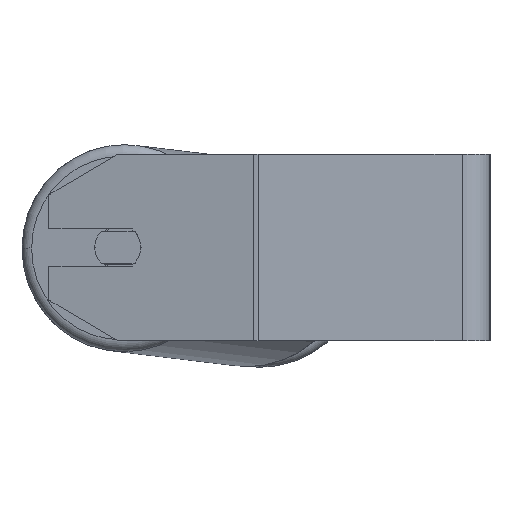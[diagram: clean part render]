
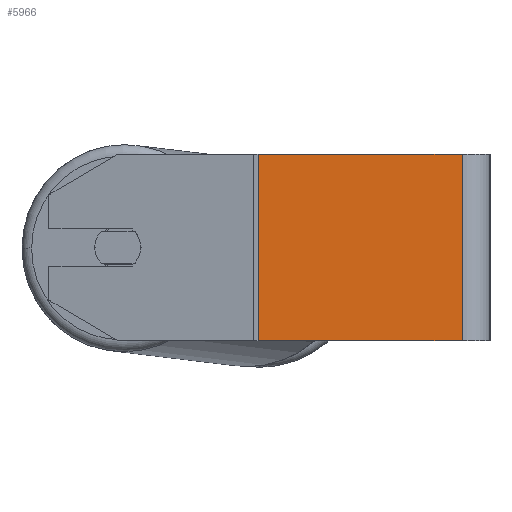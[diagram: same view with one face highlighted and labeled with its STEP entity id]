
A CAD part, left-side view. The second image highlights one B-rep face of the part: STEP entity #5966.
In plain terms, the highlighted planar face has unit normal (-1, 0, 0).
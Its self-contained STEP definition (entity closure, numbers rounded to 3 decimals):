
#2 = VECTOR ( 'NONE', #378, 1000. ) ;
#184 = CARTESIAN_POINT ( 'NONE',  ( -525., 100.474, 40. ) ) ;
#226 = FACE_OUTER_BOUND ( 'NONE', #1284, .T. ) ;
#233 = CARTESIAN_POINT ( 'NONE',  ( -525., 99.424, 40. ) ) ;
#373 = LINE ( 'NONE', #7064, #6487 ) ;
#378 = DIRECTION ( 'NONE',  ( 0., 0., -1. ) ) ;
#633 = DIRECTION ( 'NONE',  ( 0., -1., 0. ) ) ;
#652 = CARTESIAN_POINT ( 'NONE',  ( -525., 99.424, -40. ) ) ;
#1191 = CARTESIAN_POINT ( 'NONE',  ( -525., 99.424, 40. ) ) ;
#1284 = EDGE_LOOP ( 'NONE', ( #4822, #4430, #1493, #7739 ) ) ;
#1493 = ORIENTED_EDGE ( 'NONE', *, *, #4329, .F. ) ;
#1521 = PLANE ( 'NONE',  #3371 ) ;
#1569 = DIRECTION ( 'NONE',  ( 1., 0., 0. ) ) ;
#1622 = VECTOR ( 'NONE', #2801, 1000. ) ;
#1853 = VERTEX_POINT ( 'NONE', #2272 ) ;
#1962 = EDGE_CURVE ( 'NONE', #6859, #1853, #373, .T. ) ;
#2272 = CARTESIAN_POINT ( 'NONE',  ( -525., 12., -40. ) ) ;
#2770 = EDGE_CURVE ( 'NONE', #4002, #1853, #8446, .T. ) ;
#2801 = DIRECTION ( 'NONE',  ( 0., 0., -1. ) ) ;
#2839 = VECTOR ( 'NONE', #633, 1000. ) ;
#2859 = VERTEX_POINT ( 'NONE', #1191 ) ;
#2980 = LINE ( 'NONE', #233, #1622 ) ;
#3037 = CARTESIAN_POINT ( 'NONE',  ( -525., 12., 40. ) ) ;
#3371 = AXIS2_PLACEMENT_3D ( 'NONE', #184, #1569, #7624 ) ;
#4002 = VERTEX_POINT ( 'NONE', #4301 ) ;
#4301 = CARTESIAN_POINT ( 'NONE',  ( -525., 12., 40. ) ) ;
#4329 = EDGE_CURVE ( 'NONE', #2859, #4002, #6739, .T. ) ;
#4430 = ORIENTED_EDGE ( 'NONE', *, *, #2770, .F. ) ;
#4822 = ORIENTED_EDGE ( 'NONE', *, *, #1962, .T. ) ;
#5966 = ADVANCED_FACE ( 'NONE', ( #226 ), #1521, .F. ) ;
#6310 = DIRECTION ( 'NONE',  ( 0., -1., 0. ) ) ;
#6487 = VECTOR ( 'NONE', #6310, 1000. ) ;
#6694 = CARTESIAN_POINT ( 'NONE',  ( -525., 100.474, 40. ) ) ;
#6739 = LINE ( 'NONE', #6694, #2839 ) ;
#6859 = VERTEX_POINT ( 'NONE', #652 ) ;
#7064 = CARTESIAN_POINT ( 'NONE',  ( -525., 100.474, -40. ) ) ;
#7624 = DIRECTION ( 'NONE',  ( 0., 0., -1. ) ) ;
#7739 = ORIENTED_EDGE ( 'NONE', *, *, #7945, .T. ) ;
#7945 = EDGE_CURVE ( 'NONE', #2859, #6859, #2980, .T. ) ;
#8446 = LINE ( 'NONE', #3037, #2 ) ;
